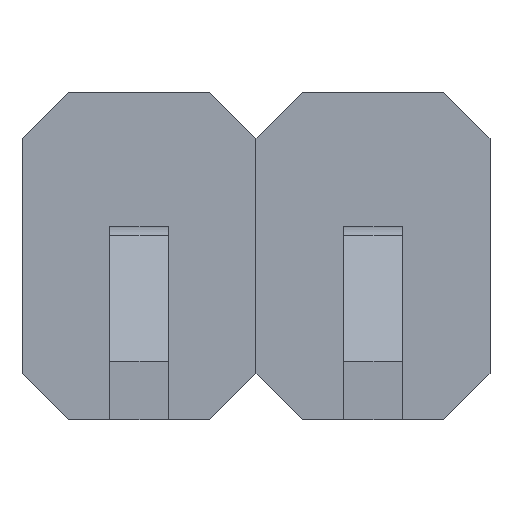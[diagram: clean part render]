
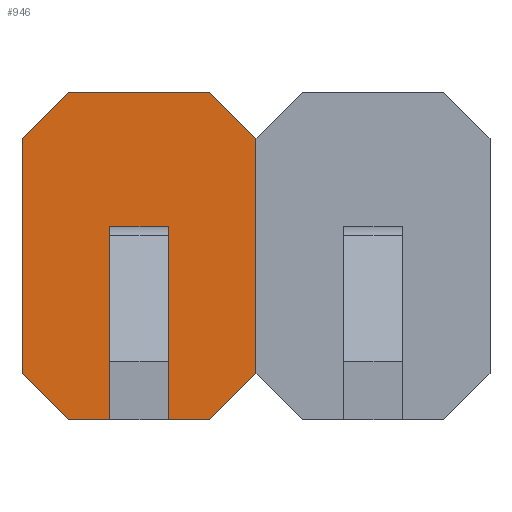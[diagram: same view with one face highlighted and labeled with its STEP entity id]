
A CAD part, left-side view. The second image highlights one B-rep face of the part: STEP entity #946.
In plain terms, the highlighted planar face has unit normal (-1, 0, 0).
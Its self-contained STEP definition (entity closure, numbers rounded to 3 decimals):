
#910 = EDGE_CURVE('',#911,#913,#915,.T.);
#911 = VERTEX_POINT('',#912);
#912 = CARTESIAN_POINT('',(3.808,0.77,3.56));
#913 = VERTEX_POINT('',#914);
#914 = CARTESIAN_POINT('',(3.808,-0.77,3.56));
#915 = LINE('',#916,#917);
#916 = CARTESIAN_POINT('',(3.808,1.27,3.56));
#917 = VECTOR('',#918,1.);
#918 = DIRECTION('',(0.,-1.,0.));
#946 = ADVANCED_FACE('',(#947),#1004,.F.);
#947 = FACE_BOUND('',#948,.F.);
#948 = EDGE_LOOP('',(#949,#950,#958,#966,#974,#982,#990,#998));
#949 = ORIENTED_EDGE('',*,*,#910,.T.);
#950 = ORIENTED_EDGE('',*,*,#951,.T.);
#951 = EDGE_CURVE('',#913,#952,#954,.T.);
#952 = VERTEX_POINT('',#953);
#953 = CARTESIAN_POINT('',(3.808,-1.27,3.06));
#954 = LINE('',#955,#956);
#955 = CARTESIAN_POINT('',(3.808,-1.148,3.183));
#956 = VECTOR('',#957,1.);
#957 = DIRECTION('',(0.,-0.707,-0.707)
  );
#958 = ORIENTED_EDGE('',*,*,#959,.T.);
#959 = EDGE_CURVE('',#952,#960,#962,.T.);
#960 = VERTEX_POINT('',#961);
#961 = CARTESIAN_POINT('',(3.808,-1.27,0.5));
#962 = LINE('',#963,#964);
#963 = CARTESIAN_POINT('',(3.808,-1.27,3.56));
#964 = VECTOR('',#965,1.);
#965 = DIRECTION('',(0.,0.,-1.));
#966 = ORIENTED_EDGE('',*,*,#967,.T.);
#967 = EDGE_CURVE('',#960,#968,#970,.T.);
#968 = VERTEX_POINT('',#969);
#969 = CARTESIAN_POINT('',(3.808,-0.77,0.));
#970 = LINE('',#971,#972);
#971 = CARTESIAN_POINT('',(3.808,-1.148,0.378));
#972 = VECTOR('',#973,1.);
#973 = DIRECTION('',(0.,0.707,-0.707)
  );
#974 = ORIENTED_EDGE('',*,*,#975,.T.);
#975 = EDGE_CURVE('',#968,#976,#978,.T.);
#976 = VERTEX_POINT('',#977);
#977 = CARTESIAN_POINT('',(3.808,0.77,0.));
#978 = LINE('',#979,#980);
#979 = CARTESIAN_POINT('',(3.808,-1.27,0.));
#980 = VECTOR('',#981,1.);
#981 = DIRECTION('',(0.,1.,0.));
#982 = ORIENTED_EDGE('',*,*,#983,.T.);
#983 = EDGE_CURVE('',#976,#984,#986,.T.);
#984 = VERTEX_POINT('',#985);
#985 = CARTESIAN_POINT('',(3.808,1.27,0.5));
#986 = LINE('',#987,#988);
#987 = CARTESIAN_POINT('',(3.808,1.148,0.378));
#988 = VECTOR('',#989,1.);
#989 = DIRECTION('',(0.,0.707,0.707)
  );
#990 = ORIENTED_EDGE('',*,*,#991,.T.);
#991 = EDGE_CURVE('',#984,#992,#994,.T.);
#992 = VERTEX_POINT('',#993);
#993 = CARTESIAN_POINT('',(3.808,1.27,3.06));
#994 = LINE('',#995,#996);
#995 = CARTESIAN_POINT('',(3.808,1.27,0.));
#996 = VECTOR('',#997,1.);
#997 = DIRECTION('',(0.,0.,1.));
#998 = ORIENTED_EDGE('',*,*,#999,.F.);
#999 = EDGE_CURVE('',#911,#992,#1000,.T.);
#1000 = LINE('',#1001,#1002);
#1001 = CARTESIAN_POINT('',(3.808,1.148,3.183));
#1002 = VECTOR('',#1003,1.);
#1003 = DIRECTION('',(0.,0.707,-0.707)
  );
#1004 = PLANE('',#1005);
#1005 = AXIS2_PLACEMENT_3D('',#1006,#1007,#1008);
#1006 = CARTESIAN_POINT('',(3.808,0.,1.78));
#1007 = DIRECTION('',(1.,0.,0.));
#1008 = DIRECTION('',(0.,0.,1.));
